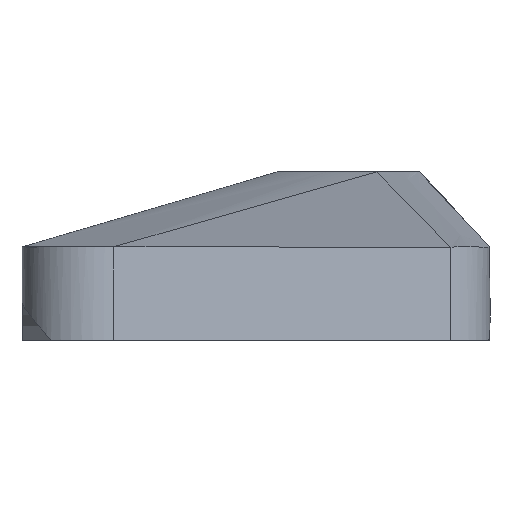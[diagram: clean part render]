
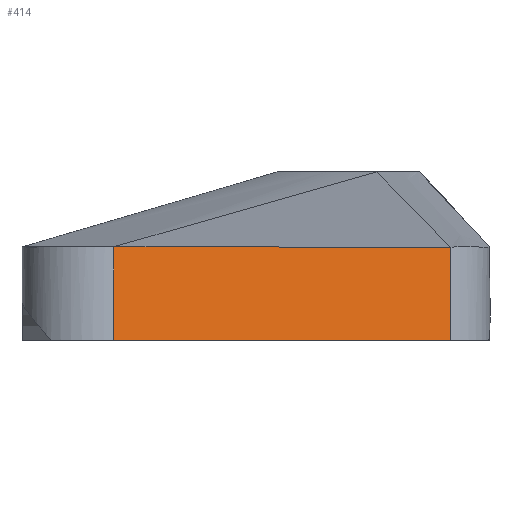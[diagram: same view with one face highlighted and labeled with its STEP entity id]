
A CAD part, left-side view. The second image highlights one B-rep face of the part: STEP entity #414.
In plain terms, the highlighted planar face has unit normal (-0.915, -0.403, 0).
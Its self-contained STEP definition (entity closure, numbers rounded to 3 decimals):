
#24=PLANE('',#467);
#68=FACE_OUTER_BOUND('',#95,.T.);
#95=EDGE_LOOP('',(#363,#364,#365,#366));
#131=LINE('',#816,#160);
#138=LINE('',#833,#167);
#144=LINE('',#853,#173);
#146=LINE('',#858,#175);
#160=VECTOR('',#524,10.);
#167=VECTOR('',#545,10.);
#173=VECTOR('',#561,10.);
#175=VECTOR('',#569,10.);
#179=VERTEX_POINT('',#585);
#187=VERTEX_POINT('',#657);
#209=VERTEX_POINT('',#815);
#212=VERTEX_POINT('',#830);
#249=EDGE_CURVE('',#179,#209,#131,.T.);
#260=EDGE_CURVE('',#212,#187,#138,.T.);
#268=EDGE_CURVE('',#209,#212,#144,.T.);
#270=EDGE_CURVE('',#179,#187,#146,.T.);
#363=ORIENTED_EDGE('',*,*,#268,.T.);
#364=ORIENTED_EDGE('',*,*,#260,.T.);
#365=ORIENTED_EDGE('',*,*,#270,.F.);
#366=ORIENTED_EDGE('',*,*,#249,.T.);
#414=ADVANCED_FACE('',(#68),#24,.T.);
#467=AXIS2_PLACEMENT_3D('',#857,#567,#568);
#524=DIRECTION('',(0.,0.,-1.));
#545=DIRECTION('',(0.,0.,1.));
#561=DIRECTION('',(0.403,-0.915,0.));
#567=DIRECTION('center_axis',(-0.915,-0.403,0.));
#568=DIRECTION('ref_axis',(0.,0.,1.));
#569=DIRECTION('',(0.403,-0.915,0.));
#585=CARTESIAN_POINT('',(-70.679,15.181,10.));
#657=CARTESIAN_POINT('',(-54.834,-20.82,9.968));
#815=CARTESIAN_POINT('',(-70.68,15.181,0.));
#816=CARTESIAN_POINT('',(-70.68,15.181,4.124));
#830=CARTESIAN_POINT('',(-54.84,-20.819,0.));
#833=CARTESIAN_POINT('',(-54.84,-20.819,0.));
#853=CARTESIAN_POINT('',(-62.877,-2.553,0.));
#857=CARTESIAN_POINT('Origin',(-62.76,-2.819,5.));
#858=CARTESIAN_POINT('',(-60.633,-7.653,10.));
